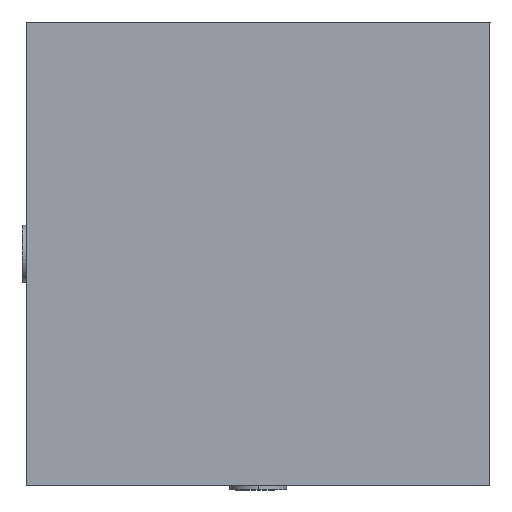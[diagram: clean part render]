
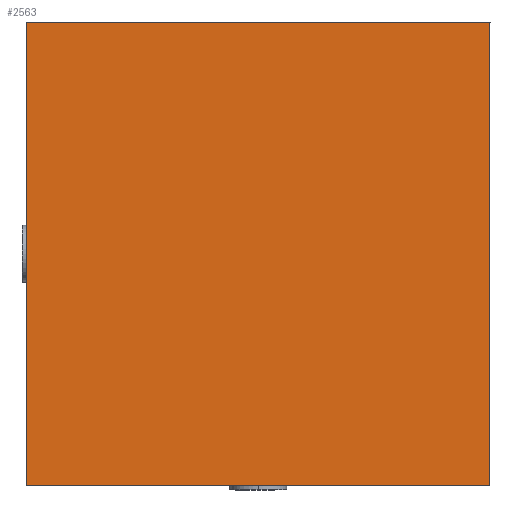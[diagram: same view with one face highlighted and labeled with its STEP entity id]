
A CAD part, left-side view. The second image highlights one B-rep face of the part: STEP entity #2563.
In plain terms, the highlighted planar face has unit normal (-1, 0, 0).
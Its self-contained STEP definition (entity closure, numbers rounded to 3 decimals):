
#81 = CARTESIAN_POINT ( 'NONE',  ( 0., 21.55, -21.55 ) ) ;
#100 = DIRECTION ( 'NONE',  ( 0., 0., 1. ) ) ;
#103 = CARTESIAN_POINT ( 'NONE',  ( 0., 21.55, 21.55 ) ) ;
#152 = DIRECTION ( 'NONE',  ( 0., 1., 0. ) ) ;
#200 = DIRECTION ( 'NONE',  ( 0., -1., 0. ) ) ;
#202 = DIRECTION ( 'NONE',  ( 0., 0., -1. ) ) ;
#204 = CARTESIAN_POINT ( 'NONE',  ( 0., -21.55, -21.55 ) ) ;
#205 = CARTESIAN_POINT ( 'NONE',  ( 0., 21.55, -21.55 ) ) ;
#475 = CARTESIAN_POINT ( 'NONE',  ( 0., -21.55, 21.55 ) ) ;
#619 = CARTESIAN_POINT ( 'NONE',  ( 0., -21.55, -21.55 ) ) ;
#621 = CARTESIAN_POINT ( 'NONE',  ( 0., 21.55, 21.55 ) ) ;
#911 = DIRECTION ( 'NONE',  ( 0., 0., -1. ) ) ;
#912 = DIRECTION ( 'NONE',  ( 1., 0., 0. ) ) ;
#914 = PLANE ( 'NONE',  #2779 ) ;
#921 = CARTESIAN_POINT ( 'NONE',  ( 0., 0., 0. ) ) ;
#1049 = CARTESIAN_POINT ( 'NONE',  ( 0., 21.55, -21.55 ) ) ;
#1081 = ORIENTED_EDGE ( 'NONE', *, *, #2847, .T. ) ;
#1097 = ORIENTED_EDGE ( 'NONE', *, *, #2854, .T. ) ;
#1098 = ORIENTED_EDGE ( 'NONE', *, *, #2851, .T. ) ;
#1100 = ORIENTED_EDGE ( 'NONE', *, *, #2848, .T. ) ;
#1127 = EDGE_LOOP ( 'NONE', ( #1097, #1081, #1100, #1098 ) ) ;
#1706 = VERTEX_POINT ( 'NONE', #1049 ) ;
#1715 = VERTEX_POINT ( 'NONE', #475 ) ;
#1716 = VERTEX_POINT ( 'NONE', #619 ) ;
#1718 = VERTEX_POINT ( 'NONE', #621 ) ;
#2043 = FACE_OUTER_BOUND ( 'NONE', #1127, .T. ) ;
#2270 = LINE ( 'NONE', #81, #2277 ) ;
#2272 = LINE ( 'NONE', #205, #2275 ) ;
#2275 = VECTOR ( 'NONE', #202, 1000. ) ;
#2277 = VECTOR ( 'NONE', #200, 1000. ) ;
#2278 = LINE ( 'NONE', #204, #2283 ) ;
#2283 = VECTOR ( 'NONE', #100, 1000. ) ;
#2284 = LINE ( 'NONE', #103, #2289 ) ;
#2289 = VECTOR ( 'NONE', #152, 1000. ) ;
#2563 = ADVANCED_FACE ( 'NONE', ( #2043 ), #914, .F. ) ;
#2779 = AXIS2_PLACEMENT_3D ( 'NONE', #921, #912, #911 ) ;
#2847 = EDGE_CURVE ( 'NONE', #1718, #1706, #2272, .T. ) ;
#2848 = EDGE_CURVE ( 'NONE', #1706, #1716, #2270, .T. ) ;
#2851 = EDGE_CURVE ( 'NONE', #1716, #1715, #2278, .T. ) ;
#2854 = EDGE_CURVE ( 'NONE', #1715, #1718, #2284, .T. ) ;
